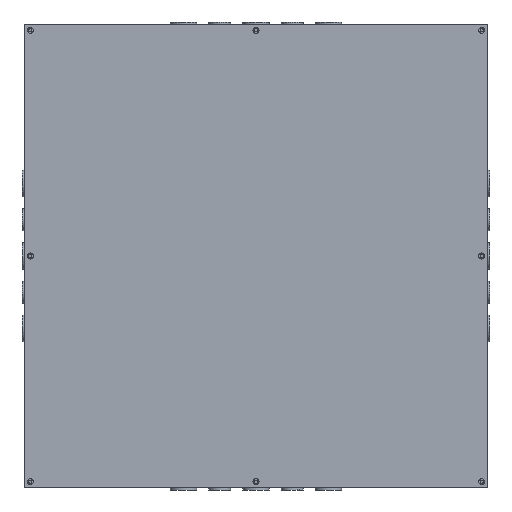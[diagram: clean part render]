
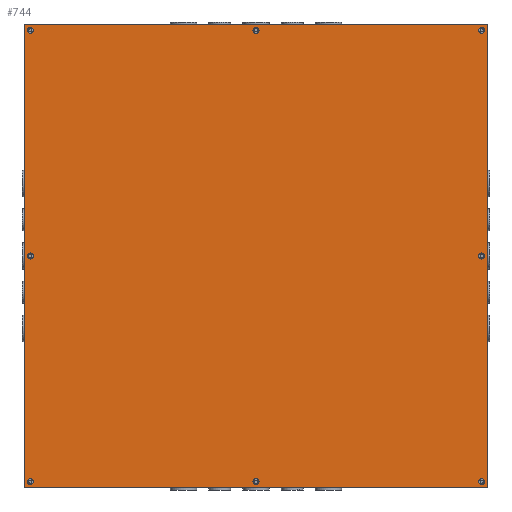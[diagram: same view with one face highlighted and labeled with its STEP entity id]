
A CAD part, front view. The second image highlights one B-rep face of the part: STEP entity #744.
In plain terms, the highlighted planar face has unit normal (0, -1, 0).
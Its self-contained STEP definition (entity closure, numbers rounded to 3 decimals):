
#744 = ADVANCED_FACE( '', ( #1733, #1734, #1735, #1736, #1737, #1738, #1739, #1740, #1741 ), #1742, .T. );
#1733 = FACE_BOUND( '', #3035, .T. );
#1734 = FACE_BOUND( '', #3036, .T. );
#1735 = FACE_BOUND( '', #3037, .T. );
#1736 = FACE_BOUND( '', #3038, .T. );
#1737 = FACE_BOUND( '', #3039, .T. );
#1738 = FACE_BOUND( '', #3040, .T. );
#1739 = FACE_BOUND( '', #3041, .T. );
#1740 = FACE_BOUND( '', #3042, .T. );
#1741 = FACE_OUTER_BOUND( '', #3043, .T. );
#1742 = PLANE( '', #3044 );
#3035 = EDGE_LOOP( '', ( #4933 ) );
#3036 = EDGE_LOOP( '', ( #4934 ) );
#3037 = EDGE_LOOP( '', ( #4935 ) );
#3038 = EDGE_LOOP( '', ( #4936 ) );
#3039 = EDGE_LOOP( '', ( #4937 ) );
#3040 = EDGE_LOOP( '', ( #4938 ) );
#3041 = EDGE_LOOP( '', ( #4939 ) );
#3042 = EDGE_LOOP( '', ( #4940 ) );
#3043 = EDGE_LOOP( '', ( #4941, #4942, #4943, #4944 ) );
#3044 = AXIS2_PLACEMENT_3D( '', #4945, #4946, #4947 );
#4933 = ORIENTED_EDGE( '', *, *, #7183, .T. );
#4934 = ORIENTED_EDGE( '', *, *, #7184, .T. );
#4935 = ORIENTED_EDGE( '', *, *, #6999, .T. );
#4936 = ORIENTED_EDGE( '', *, *, #6928, .T. );
#4937 = ORIENTED_EDGE( '', *, *, #7185, .T. );
#4938 = ORIENTED_EDGE( '', *, *, #7186, .T. );
#4939 = ORIENTED_EDGE( '', *, *, #7187, .T. );
#4940 = ORIENTED_EDGE( '', *, *, #7188, .T. );
#4941 = ORIENTED_EDGE( '', *, *, #7189, .T. );
#4942 = ORIENTED_EDGE( '', *, *, #7190, .T. );
#4943 = ORIENTED_EDGE( '', *, *, #7191, .T. );
#4944 = ORIENTED_EDGE( '', *, *, #7192, .T. );
#4945 = CARTESIAN_POINT( '', ( 0., 0., 0. ) );
#4946 = DIRECTION( '', ( 0., -1., 0. ) );
#4947 = DIRECTION( '', ( 0., 0., -1. ) );
#6928 = EDGE_CURVE( '', #8185, #8185, #8186, .T. );
#6999 = EDGE_CURVE( '', #8296, #8296, #8297, .T. );
#7183 = EDGE_CURVE( '', #8571, #8571, #8572, .T. );
#7184 = EDGE_CURVE( '', #8573, #8573, #8574, .T. );
#7185 = EDGE_CURVE( '', #8575, #8575, #8576, .T. );
#7186 = EDGE_CURVE( '', #8577, #8577, #8578, .T. );
#7187 = EDGE_CURVE( '', #8579, #8579, #8580, .T. );
#7188 = EDGE_CURVE( '', #8581, #8581, #8582, .T. );
#7189 = EDGE_CURVE( '', #8583, #8584, #8585, .T. );
#7190 = EDGE_CURVE( '', #8584, #8586, #8587, .T. );
#7191 = EDGE_CURVE( '', #8586, #8588, #8589, .T. );
#7192 = EDGE_CURVE( '', #8588, #8583, #8590, .T. );
#8185 = VERTEX_POINT( '', #9973 );
#8186 = CIRCLE( '', #9974, 3.962 );
#8296 = VERTEX_POINT( '', #10112 );
#8297 = CIRCLE( '', #10113, 3.962 );
#8571 = VERTEX_POINT( '', #10461 );
#8572 = CIRCLE( '', #10462, 3.962 );
#8573 = VERTEX_POINT( '', #10463 );
#8574 = CIRCLE( '', #10464, 3.962 );
#8575 = VERTEX_POINT( '', #10465 );
#8576 = CIRCLE( '', #10466, 3.962 );
#8577 = VERTEX_POINT( '', #10467 );
#8578 = CIRCLE( '', #10468, 3.962 );
#8579 = VERTEX_POINT( '', #10469 );
#8580 = CIRCLE( '', #10470, 3.962 );
#8581 = VERTEX_POINT( '', #10471 );
#8582 = CIRCLE( '', #10472, 3.962 );
#8583 = VERTEX_POINT( '', #10473 );
#8584 = VERTEX_POINT( '', #10474 );
#8585 = LINE( '', #10475, #10476 );
#8586 = VERTEX_POINT( '', #10477 );
#8587 = LINE( '', #10478, #10479 );
#8588 = VERTEX_POINT( '', #10480 );
#8589 = LINE( '', #10481, #10482 );
#8590 = LINE( '', #10483, #10484 );
#9973 = CARTESIAN_POINT( '', ( 3.962, 0., 296.875 ) );
#9974 = AXIS2_PLACEMENT_3D( '', #11595, #11596, #11597 );
#10112 = CARTESIAN_POINT( '', ( 300.838, 0., -296.875 ) );
#10113 = AXIS2_PLACEMENT_3D( '', #11687, #11688, #11689 );
#10461 = CARTESIAN_POINT( '', ( 300.838, 0., 296.875 ) );
#10462 = AXIS2_PLACEMENT_3D( '', #11923, #11924, #11925 );
#10463 = CARTESIAN_POINT( '', ( 300.838, 0., 0. ) );
#10464 = AXIS2_PLACEMENT_3D( '', #11926, #11927, #11928 );
#10465 = CARTESIAN_POINT( '', ( 3.962, 0., -296.875 ) );
#10466 = AXIS2_PLACEMENT_3D( '', #11929, #11930, #11931 );
#10467 = CARTESIAN_POINT( '', ( -292.913, 0., 296.875 ) );
#10468 = AXIS2_PLACEMENT_3D( '', #11932, #11933, #11934 );
#10469 = CARTESIAN_POINT( '', ( -292.913, 0., 0. ) );
#10470 = AXIS2_PLACEMENT_3D( '', #11935, #11936, #11937 );
#10471 = CARTESIAN_POINT( '', ( -292.913, 0., -296.875 ) );
#10472 = AXIS2_PLACEMENT_3D( '', #11938, #11939, #11940 );
#10473 = CARTESIAN_POINT( '', ( -304.8, 0., 304.8 ) );
#10474 = CARTESIAN_POINT( '', ( -304.8, 0., -304.8 ) );
#10475 = CARTESIAN_POINT( '', ( -304.8, 0., 304.8 ) );
#10476 = VECTOR( '', #11941, 1000. );
#10477 = CARTESIAN_POINT( '', ( 304.8, 0., -304.8 ) );
#10478 = CARTESIAN_POINT( '', ( -304.8, 0., -304.8 ) );
#10479 = VECTOR( '', #11942, 1000. );
#10480 = CARTESIAN_POINT( '', ( 304.8, 0., 304.8 ) );
#10481 = CARTESIAN_POINT( '', ( 304.8, 0., -304.8 ) );
#10482 = VECTOR( '', #11943, 1000. );
#10483 = CARTESIAN_POINT( '', ( 304.8, 0., 304.8 ) );
#10484 = VECTOR( '', #11944, 1000. );
#11595 = CARTESIAN_POINT( '', ( 0., 0., 296.875 ) );
#11596 = DIRECTION( '', ( 0., 1., 0. ) );
#11597 = DIRECTION( '', ( 1., 0., 0. ) );
#11687 = CARTESIAN_POINT( '', ( 296.875, 0., -296.875 ) );
#11688 = DIRECTION( '', ( 0., 1., 0. ) );
#11689 = DIRECTION( '', ( 1., 0., 0. ) );
#11923 = CARTESIAN_POINT( '', ( 296.875, 0., 296.875 ) );
#11924 = DIRECTION( '', ( 0., 1., 0. ) );
#11925 = DIRECTION( '', ( 1., 0., 0. ) );
#11926 = CARTESIAN_POINT( '', ( 296.875, 0., 0. ) );
#11927 = DIRECTION( '', ( 0., 1., 0. ) );
#11928 = DIRECTION( '', ( 1., 0., 0. ) );
#11929 = CARTESIAN_POINT( '', ( 0., 0., -296.875 ) );
#11930 = DIRECTION( '', ( 0., 1., 0. ) );
#11931 = DIRECTION( '', ( 1., 0., 0. ) );
#11932 = CARTESIAN_POINT( '', ( -296.875, 0., 296.875 ) );
#11933 = DIRECTION( '', ( 0., 1., 0. ) );
#11934 = DIRECTION( '', ( 1., 0., 0. ) );
#11935 = CARTESIAN_POINT( '', ( -296.875, 0., 0. ) );
#11936 = DIRECTION( '', ( 0., 1., 0. ) );
#11937 = DIRECTION( '', ( 1., 0., 0. ) );
#11938 = CARTESIAN_POINT( '', ( -296.875, 0., -296.875 ) );
#11939 = DIRECTION( '', ( 0., 1., 0. ) );
#11940 = DIRECTION( '', ( 1., 0., 0. ) );
#11941 = DIRECTION( '', ( 0., 0., -1. ) );
#11942 = DIRECTION( '', ( 1., 0., 0. ) );
#11943 = DIRECTION( '', ( 0., 0., 1. ) );
#11944 = DIRECTION( '', ( -1., 0., 0. ) );
